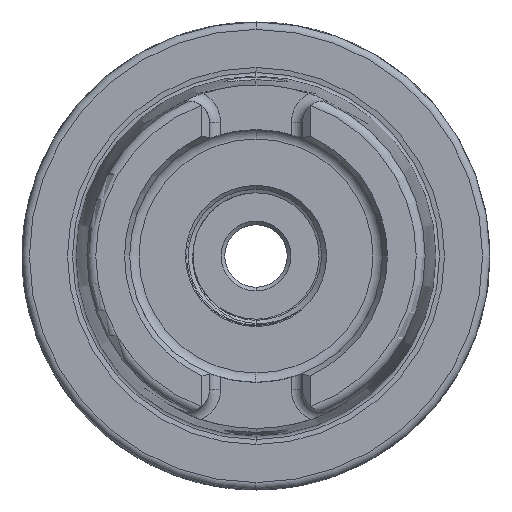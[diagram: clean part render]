
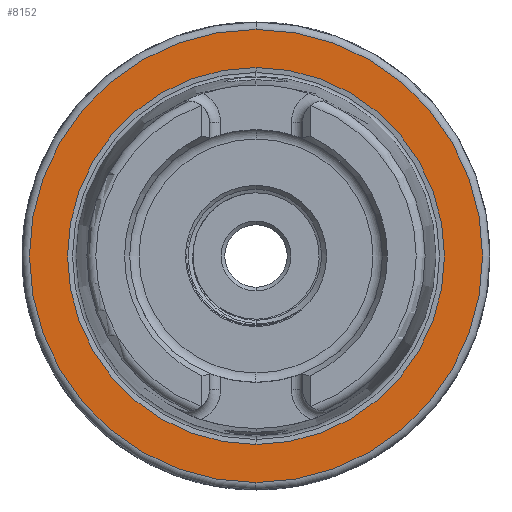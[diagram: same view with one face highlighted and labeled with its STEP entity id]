
A CAD part, left-side view. The second image highlights one B-rep face of the part: STEP entity #8152.
In plain terms, the highlighted planar face has unit normal (-1, 0, 0).
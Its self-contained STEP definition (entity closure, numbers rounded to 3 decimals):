
#273 = CARTESIAN_POINT ( 'NONE',  ( 0., 0., 0. ) ) ;
#284 = DIRECTION ( 'NONE',  ( 1., 0., 0. ) ) ;
#302 = DIRECTION ( 'NONE',  ( 0., 0., -1. ) ) ;
#328 = CARTESIAN_POINT ( 'NONE',  ( 0., 0., 0. ) ) ;
#332 = DIRECTION ( 'NONE',  ( -1., 0., 0. ) ) ;
#343 = DIRECTION ( 'NONE',  ( 0., 0., 1. ) ) ;
#2102 = CIRCLE ( 'NONE', #12426, 25.369 ) ;
#2118 = CIRCLE ( 'NONE', #12405, 30.5 ) ;
#3189 = CARTESIAN_POINT ( 'NONE',  ( 0., 0., 25.369 ) ) ;
#3201 = CARTESIAN_POINT ( 'NONE',  ( 0., 0., -30.5 ) ) ;
#3226 = CARTESIAN_POINT ( 'NONE',  ( 0., 0., 30.5 ) ) ;
#3311 = CARTESIAN_POINT ( 'NONE',  ( 0., 0., -25.369 ) ) ;
#8152 = ADVANCED_FACE ( 'NONE', ( #26368, #26361 ), #30298, .T. ) ;
#12337 = AXIS2_PLACEMENT_3D ( 'NONE', #13349, #13303, #13350 ) ;
#12357 = AXIS2_PLACEMENT_3D ( 'NONE', #13609, #13623, #13576 ) ;
#12405 = AXIS2_PLACEMENT_3D ( 'NONE', #328, #332, #343 ) ;
#12426 = AXIS2_PLACEMENT_3D ( 'NONE', #273, #284, #302 ) ;
#13303 = DIRECTION ( 'NONE',  ( 1., 0., 0. ) ) ;
#13349 = CARTESIAN_POINT ( 'NONE',  ( 0., 0., 0. ) ) ;
#13350 = DIRECTION ( 'NONE',  ( 0., 0., -1. ) ) ;
#13576 = DIRECTION ( 'NONE',  ( 0., 0., 1. ) ) ;
#13609 = CARTESIAN_POINT ( 'NONE',  ( 0., 0., 0. ) ) ;
#13623 = DIRECTION ( 'NONE',  ( -1., 0., 0. ) ) ;
#17206 = EDGE_CURVE ( 'NONE', #24449, #24344, #25700, .T. ) ;
#17233 = EDGE_CURVE ( 'NONE', #24342, #24366, #25719, .T. ) ;
#17716 = AXIS2_PLACEMENT_3D ( 'NONE', #30291, #30295, #30300 ) ;
#17818 = EDGE_CURVE ( 'NONE', #24344, #24449, #2102, .T. ) ;
#17824 = EDGE_CURVE ( 'NONE', #24366, #24342, #2118, .T. ) ;
#23815 = ORIENTED_EDGE ( 'NONE', *, *, #17206, .T. ) ;
#23957 = ORIENTED_EDGE ( 'NONE', *, *, #17824, .T. ) ;
#23988 = ORIENTED_EDGE ( 'NONE', *, *, #17818, .T. ) ;
#23990 = ORIENTED_EDGE ( 'NONE', *, *, #17233, .T. ) ;
#24342 = VERTEX_POINT ( 'NONE', #3201 ) ;
#24344 = VERTEX_POINT ( 'NONE', #3189 ) ;
#24366 = VERTEX_POINT ( 'NONE', #3226 ) ;
#24449 = VERTEX_POINT ( 'NONE', #3311 ) ;
#25114 = EDGE_LOOP ( 'NONE', ( #23957, #23990 ) ) ;
#25158 = EDGE_LOOP ( 'NONE', ( #23988, #23815 ) ) ;
#25700 = CIRCLE ( 'NONE', #12337, 25.369 ) ;
#25719 = CIRCLE ( 'NONE', #12357, 30.5 ) ;
#26361 = FACE_BOUND ( 'NONE', #25158, .T. ) ;
#26368 = FACE_OUTER_BOUND ( 'NONE', #25114, .T. ) ;
#30291 = CARTESIAN_POINT ( 'NONE',  ( 0., 25.369, 0. ) ) ;
#30295 = DIRECTION ( 'NONE',  ( -1., 0., 0. ) ) ;
#30298 = PLANE ( 'NONE',  #17716 ) ;
#30300 = DIRECTION ( 'NONE',  ( 0., 0., 1. ) ) ;
